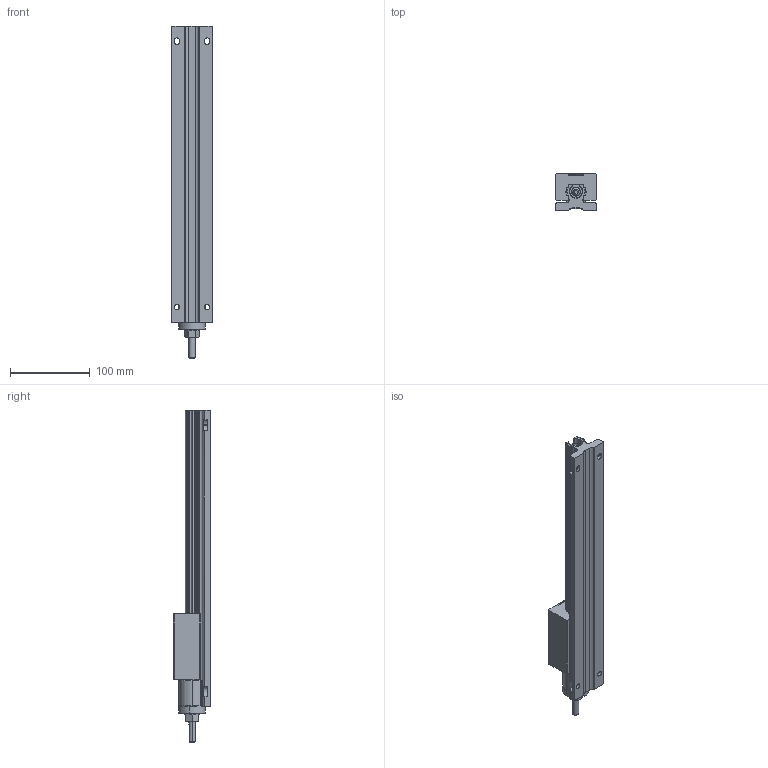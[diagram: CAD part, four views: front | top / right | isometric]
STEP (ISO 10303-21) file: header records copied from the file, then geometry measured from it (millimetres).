
FILE_DESCRIPTION (( 'STEP AP214' ), '1' );
FILE_NAME ('AMETEK-RGS10KR-A00-0100-10.00-001-0000-00.STEP', '2023-05-05T07:11:12', ( '' ), ( '' ), 'SwSTEP 2.0', 'SolidWorks 2022', '' );
FILE_SCHEMA (( 'AUTOMOTIVE_DESIGN' ));
Length unit declared in the file: inch
Products named in the file (19): bushing RGS10000; RGS10_bearing_assembly; Hex Nut - Style 1 (Regular Thread - Metric) M10 x 1; Bearing Cover; AMETEK-RGS10KR-A00-0100-10.00-001-0000-00; PART1; End Support Bushing RGS10000; PART2; PART4; Bushing Cover RGS10000; Rail Dumbied_RGS_10_Default_Rail; 1; PART3; 2; Washer Bearing; Leadscrew RGS 10000_Default_Rail; w_6000_2rs1_2_03; Bearing Support Holder
Assembly tree (19 placements, depth 4):
  AMETEK-RGS10KR-A00-0100-10.00-001-0000-00
    Rail Dumbied_RGS_10_Default_Rail
    Leadscrew RGS 10000_Default_Rail
    bushing RGS10000
    Bushing Cover RGS10000
    RGS10_bearing_assembly
      Bearing Cover
      Bearing Support Holder
      Washer Bearing
      Hex Nut - Style 1 (Regular Thread - Metric) M10 x 1
      w_6000_2rs1_2_03  x2
        2
        1
    End Support Bushing RGS10000
    PART1
      PART4
      PART3
      PART2
      PART1
Bounding box: 50.82 x 46.58 x 415.29 mm (x, y, z)
Volume: 443612.5 mm3; surface area: 147301.9 mm2
Topology: 17 solids, 17 shells, 712 faces, 1824 edges, 1158 vertices
Faces by surface type: cylinder 294, plane 264, cone 101, bspline 37, torus 16
Entity records: 30317 total; most frequent: CARTESIAN_POINT 4629, DIRECTION 3655, ORIENTED_EDGE 3452, EDGE_CURVE 1726, AXIS2_PLACEMENT_3D 1338, VERTEX_POINT 1102, LINE 979, VECTOR 979
